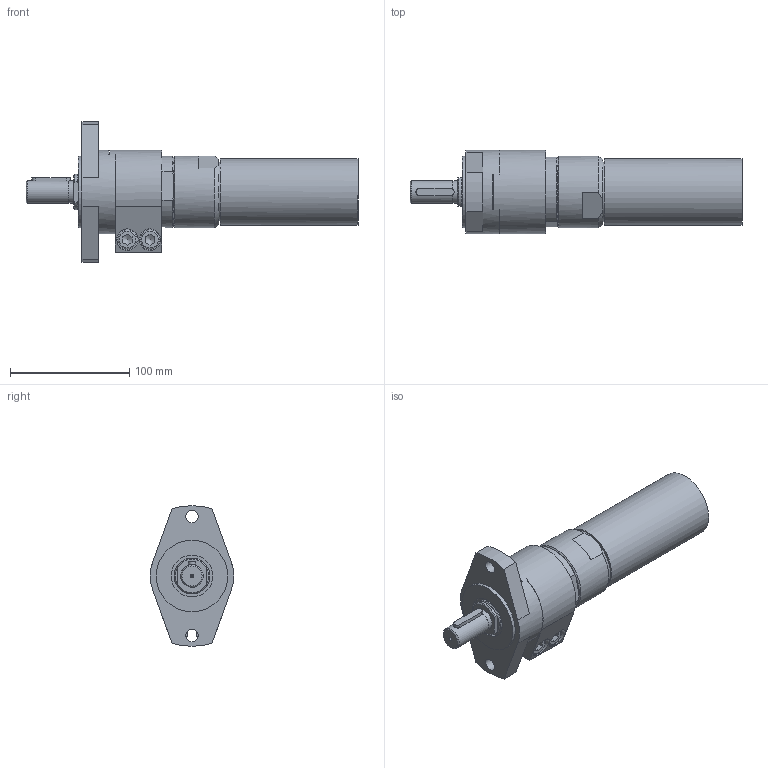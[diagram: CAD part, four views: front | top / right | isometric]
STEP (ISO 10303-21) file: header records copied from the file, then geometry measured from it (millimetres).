
FILE_DESCRIPTION(/* description */ (''),/* implementation_level */ '2;1');
FILE_NAME(/* name */ 'MUD 40-40 F100_60031875.stp',/* time_stamp */ '2016-03-17T13:59:33+01:00',/* author */ ('ibasyouni'),/* organization */ (''),/* preprocessor_version */ 'ST-DEVELOPER v16.1',/* originating_system */ 'Autodesk Inventor 2016',/* authorisation */ '');
FILE_SCHEMA (('AUTOMOTIVE_DESIGN { 1 0 10303 214 3 1 1 }'));
Length unit declared in the file: millimetre
Products named in the file (1): MUD 40-40 F100_60031875
Bounding box: 278.7 x 70 x 118 mm (x, y, z)
Volume: 748132 mm3; surface area: 80208.4 mm2
Topology: 1 solids, 5 shells, 169 faces, 411 edges, 266 vertices
Faces by surface type: plane 81, cylinder 52, cone 27, torus 7, sphere 2
Full cylindrical faces by diameter (mm): 1.55 x2, 1.6 x1, 3 x1, 3.6 x1, 4 x1, 5 x1, 5.5 x1, 8.376 x2, 10 x2, 10.3 x2, 10.5 x2, 11.445 x2, 14.95 x1, 16 x2, 18 x2, 18.8 x1, 18.917 x1, 19 x1, 29.95 x1, 35 x1, 49.731 x1, 55.178 x1, 56 x1, 60 x3, 70 x1
Entity records: 4757 total; most frequent: CARTESIAN_POINT 980, DIRECTION 770, ORIENTED_EDGE 636, AXIS2_PLACEMENT_3D 322, EDGE_CURVE 318, EDGE_LOOP 261, VERTEX_POINT 231, FACE_OUTER_BOUND 169
